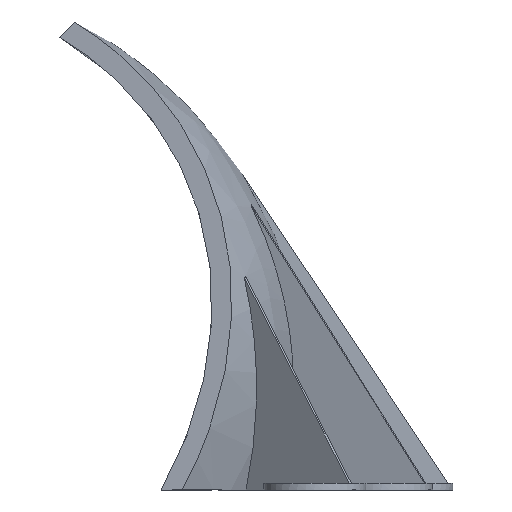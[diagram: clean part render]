
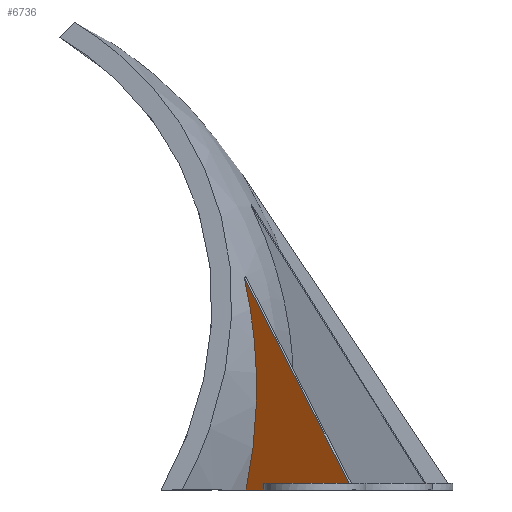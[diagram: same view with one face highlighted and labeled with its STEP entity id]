
A CAD part, front view. The second image highlights one B-rep face of the part: STEP entity #6736.
In plain terms, the highlighted planar face has unit normal (-0.643, -0.766, 0).
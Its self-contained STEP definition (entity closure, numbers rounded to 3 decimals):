
#44 = PLANE('',#45);
#45 = AXIS2_PLACEMENT_3D('',#46,#47,#48);
#46 = CARTESIAN_POINT('',(-267.082,-200.,0.));
#47 = DIRECTION('',(0.,0.,1.));
#48 = DIRECTION('',(1.,0.,0.));
#142 = SURFACE_OF_REVOLUTION('',#143,#148);
#143 = ELLIPSE('',#144,70.082,63.);
#144 = AXIS2_PLACEMENT_3D('',#145,#146,#147);
#145 = CARTESIAN_POINT('',(-37.082,0.,15.));
#146 = DIRECTION('',(0.,0.,-1.));
#147 = DIRECTION('',(1.,0.,0.));
#148 = AXIS1_PLACEMENT('',#149,#150);
#149 = CARTESIAN_POINT('',(-37.082,0.,15.));
#150 = DIRECTION('',(1.,0.,0.));
#1134 = VERTEX_POINT('',#1135);
#1135 = CARTESIAN_POINT('',(24.22,-26.592,
    0.));
#1261 = EDGE_CURVE('',#1262,#1134,#1264,.T.);
#1262 = VERTEX_POINT('',#1263);
#1263 = CARTESIAN_POINT('',(28.422,-30.118,0.));
#1264 = SURFACE_CURVE('',#1265,(#1269,#1276),.PCURVE_S1.);
#1265 = LINE('',#1266,#1267);
#1266 = CARTESIAN_POINT('',(39.91,-39.757,
    0.));
#1267 = VECTOR('',#1268,1.);
#1268 = DIRECTION('',(-0.766,0.643,0.));
#1269 = PCURVE('',#44,#1270);
#1270 = DEFINITIONAL_REPRESENTATION('',(#1271),#1275);
#1271 = LINE('',#1272,#1273);
#1272 = CARTESIAN_POINT('',(306.992,160.243));
#1273 = VECTOR('',#1274,1.);
#1274 = DIRECTION('',(-0.766,0.643));
#1275 = ( GEOMETRIC_REPRESENTATION_CONTEXT(2) 
PARAMETRIC_REPRESENTATION_CONTEXT() REPRESENTATION_CONTEXT('2D SPACE',''
  ) );
#1276 = PCURVE('',#1277,#1282);
#1277 = PLANE('',#1278);
#1278 = AXIS2_PLACEMENT_3D('',#1279,#1280,#1281);
#1279 = CARTESIAN_POINT('',(17.496,-20.95,
    9.302));
#1280 = DIRECTION('',(-0.643,-0.766,0.));
#1281 = DIRECTION('',(-0.,-0.,-1.));
#1282 = DEFINITIONAL_REPRESENTATION('',(#1283),#1287);
#1283 = LINE('',#1284,#1285);
#1284 = CARTESIAN_POINT('',(9.302,29.258));
#1285 = VECTOR('',#1286,1.);
#1286 = DIRECTION('',(-0.,-1.));
#1287 = ( GEOMETRIC_REPRESENTATION_CONTEXT(2) 
PARAMETRIC_REPRESENTATION_CONTEXT() REPRESENTATION_CONTEXT('2D SPACE',''
  ) );
#1310 = CYLINDRICAL_SURFACE('',#1311,7.5);
#1311 = AXIS2_PLACEMENT_3D('',#1312,#1313,#1314);
#1312 = CARTESIAN_POINT('',(34.325,-34.745,0.));
#1313 = DIRECTION('',(0.,0.,-1.));
#1314 = DIRECTION('',(0.766,-0.643,0.));
#3567 = EDGE_CURVE('',#3568,#1134,#3570,.T.);
#3568 = VERTEX_POINT('',#3569);
#3569 = CARTESIAN_POINT('',(23.946,-26.362,
    31.259));
#3570 = SURFACE_CURVE('',#3571,(#3586,#3604),.PCURVE_S1.);
#3571 = B_SPLINE_CURVE_WITH_KNOTS('',7,(#3572,#3573,#3574,#3575,#3576,
    #3577,#3578,#3579,#3580,#3581,#3582,#3583,#3584,#3585),
  .UNSPECIFIED.,.F.,.F.,(8,6,8),(0.,0.52,1.),.UNSPECIFIED.);
#3572 = CARTESIAN_POINT('',(23.902,-26.325,31.45));
#3573 = CARTESIAN_POINT('',(24.425,-26.764,
    29.182));
#3574 = CARTESIAN_POINT('',(24.864,-27.132,
    26.882));
#3575 = CARTESIAN_POINT('',(25.218,-27.43,
    24.555));
#3576 = CARTESIAN_POINT('',(25.486,-27.654,
    22.208));
#3577 = CARTESIAN_POINT('',(25.666,-27.805,
    19.847));
#3578 = CARTESIAN_POINT('',(25.758,-27.882,
    17.479));
#3579 = CARTESIAN_POINT('',(25.764,-27.888,
    12.927));
#3580 = CARTESIAN_POINT('',(25.693,-27.828,
    10.743));
#3581 = CARTESIAN_POINT('',(25.546,-27.704,
    8.564));
#3582 = CARTESIAN_POINT('',(25.324,-27.519,
    6.394));
#3583 = CARTESIAN_POINT('',(25.029,-27.271,
    4.241));
#3584 = CARTESIAN_POINT('',(24.66,-26.961,
    2.108));
#3585 = CARTESIAN_POINT('',(24.22,-26.592,
    0.));
#3586 = PCURVE('',#142,#3587);
#3587 = DEFINITIONAL_REPRESENTATION('',(#3588),#3603);
#3588 = B_SPLINE_CURVE_WITH_KNOTS('',7,(#3589,#3590,#3591,#3592,#3593,
    #3594,#3595,#3596,#3597,#3598,#3599,#3600,#3601,#3602),
  .UNSPECIFIED.,.F.,.F.,(8,6,8),(0.006,0.52,1.),
  .UNSPECIFIED.);
#3589 = CARTESIAN_POINT('',(8.872,5.769));
#3590 = CARTESIAN_POINT('',(8.941,5.784));
#3591 = CARTESIAN_POINT('',(9.014,5.797));
#3592 = CARTESIAN_POINT('',(9.09,5.808));
#3593 = CARTESIAN_POINT('',(9.17,5.816));
#3594 = CARTESIAN_POINT('',(9.253,5.822));
#3595 = CARTESIAN_POINT('',(9.337,5.825));
#3596 = CARTESIAN_POINT('',(9.499,5.825));
#3597 = CARTESIAN_POINT('',(9.577,5.822));
#3598 = CARTESIAN_POINT('',(9.655,5.818));
#3599 = CARTESIAN_POINT('',(9.73,5.811));
#3600 = CARTESIAN_POINT('',(9.803,5.801));
#3601 = CARTESIAN_POINT('',(9.872,5.79));
#3602 = CARTESIAN_POINT('',(9.938,5.777));
#3603 = ( GEOMETRIC_REPRESENTATION_CONTEXT(2) 
PARAMETRIC_REPRESENTATION_CONTEXT() REPRESENTATION_CONTEXT('2D SPACE',''
  ) );
#3604 = PCURVE('',#1277,#3605);
#3605 = DEFINITIONAL_REPRESENTATION('',(#3606),#3621);
#3606 = B_SPLINE_CURVE_WITH_KNOTS('',7,(#3607,#3608,#3609,#3610,#3611,
    #3612,#3613,#3614,#3615,#3616,#3617,#3618,#3619,#3620),
  .UNSPECIFIED.,.F.,.F.,(8,6,8),(0.,0.52,1.),.UNSPECIFIED.);
#3607 = CARTESIAN_POINT('',(-22.148,8.362));
#3608 = CARTESIAN_POINT('',(-19.88,9.044));
#3609 = CARTESIAN_POINT('',(-17.58,9.618));
#3610 = CARTESIAN_POINT('',(-15.253,10.08));
#3611 = CARTESIAN_POINT('',(-12.906,10.429));
#3612 = CARTESIAN_POINT('',(-10.545,10.664));
#3613 = CARTESIAN_POINT('',(-8.177,10.784));
#3614 = CARTESIAN_POINT('',(-3.625,10.793));
#3615 = CARTESIAN_POINT('',(-1.441,10.699));
#3616 = CARTESIAN_POINT('',(0.738,10.508));
#3617 = CARTESIAN_POINT('',(2.908,10.219));
#3618 = CARTESIAN_POINT('',(5.061,9.833));
#3619 = CARTESIAN_POINT('',(7.194,9.352));
#3620 = CARTESIAN_POINT('',(9.302,8.778));
#3621 = ( GEOMETRIC_REPRESENTATION_CONTEXT(2) 
PARAMETRIC_REPRESENTATION_CONTEXT() REPRESENTATION_CONTEXT('2D SPACE',''
  ) );
#3647 = PLANE('',#3648);
#3648 = AXIS2_PLACEMENT_3D('',#3649,#3650,#3651);
#3649 = CARTESIAN_POINT('',(24.009,-26.088,31.45));
#3650 = DIRECTION('',(0.637,-0.535,0.555));
#3651 = DIRECTION('',(-0.425,0.357,0.832));
#6582 = PLANE('',#6583);
#6583 = AXIS2_PLACEMENT_3D('',#6584,#6585,#6586);
#6584 = CARTESIAN_POINT('',(34.325,-34.745,1.));
#6585 = DIRECTION('',(0.,0.,1.));
#6586 = DIRECTION('',(-0.766,0.643,-0.));
#6693 = VERTEX_POINT('',#6694);
#6694 = CARTESIAN_POINT('',(39.399,-39.329,1.));
#6715 = EDGE_CURVE('',#3568,#6693,#6716,.T.);
#6716 = SURFACE_CURVE('',#6717,(#6721,#6728),.PCURVE_S1.);
#6717 = LINE('',#6718,#6719);
#6718 = CARTESIAN_POINT('',(23.848,-26.28,31.45));
#6719 = VECTOR('',#6720,1.);
#6720 = DIRECTION('',(0.425,-0.357,-0.832));
#6721 = PCURVE('',#3647,#6722);
#6722 = DEFINITIONAL_REPRESENTATION('',(#6723),#6727);
#6723 = LINE('',#6724,#6725);
#6724 = CARTESIAN_POINT('',(0.,0.25));
#6725 = VECTOR('',#6726,1.);
#6726 = DIRECTION('',(-1.,0.));
#6727 = ( GEOMETRIC_REPRESENTATION_CONTEXT(2) 
PARAMETRIC_REPRESENTATION_CONTEXT() REPRESENTATION_CONTEXT('2D SPACE',''
  ) );
#6728 = PCURVE('',#1277,#6729);
#6729 = DEFINITIONAL_REPRESENTATION('',(#6730),#6734);
#6730 = LINE('',#6731,#6732);
#6731 = CARTESIAN_POINT('',(-22.148,8.292));
#6732 = VECTOR('',#6733,1.);
#6733 = DIRECTION('',(0.832,0.555));
#6734 = ( GEOMETRIC_REPRESENTATION_CONTEXT(2) 
PARAMETRIC_REPRESENTATION_CONTEXT() REPRESENTATION_CONTEXT('2D SPACE',''
  ) );
#6736 = ADVANCED_FACE('',(#6737),#1277,.T.);
#6737 = FACE_BOUND('',#6738,.F.);
#6738 = EDGE_LOOP('',(#6739,#6762,#6783,#6784,#6785));
#6739 = ORIENTED_EDGE('',*,*,#6740,.F.);
#6740 = EDGE_CURVE('',#6741,#6693,#6743,.T.);
#6741 = VERTEX_POINT('',#6742);
#6742 = CARTESIAN_POINT('',(28.422,-30.118,1.));
#6743 = SURFACE_CURVE('',#6744,(#6748,#6755),.PCURVE_S1.);
#6744 = LINE('',#6745,#6746);
#6745 = CARTESIAN_POINT('',(25.83,-27.943,1.));
#6746 = VECTOR('',#6747,1.);
#6747 = DIRECTION('',(0.766,-0.643,0.));
#6748 = PCURVE('',#1277,#6749);
#6749 = DEFINITIONAL_REPRESENTATION('',(#6750),#6754);
#6750 = LINE('',#6751,#6752);
#6751 = CARTESIAN_POINT('',(8.302,10.879));
#6752 = VECTOR('',#6753,1.);
#6753 = DIRECTION('',(-0.,1.));
#6754 = ( GEOMETRIC_REPRESENTATION_CONTEXT(2) 
PARAMETRIC_REPRESENTATION_CONTEXT() REPRESENTATION_CONTEXT('2D SPACE',''
  ) );
#6755 = PCURVE('',#6582,#6756);
#6756 = DEFINITIONAL_REPRESENTATION('',(#6757),#6761);
#6757 = LINE('',#6758,#6759);
#6758 = CARTESIAN_POINT('',(10.879,0.25));
#6759 = VECTOR('',#6760,1.);
#6760 = DIRECTION('',(-1.,0.));
#6761 = ( GEOMETRIC_REPRESENTATION_CONTEXT(2) 
PARAMETRIC_REPRESENTATION_CONTEXT() REPRESENTATION_CONTEXT('2D SPACE',''
  ) );
#6762 = ORIENTED_EDGE('',*,*,#6763,.T.);
#6763 = EDGE_CURVE('',#6741,#1262,#6764,.T.);
#6764 = SURFACE_CURVE('',#6765,(#6769,#6776),.PCURVE_S1.);
#6765 = LINE('',#6766,#6767);
#6766 = CARTESIAN_POINT('',(28.422,-30.118,0.));
#6767 = VECTOR('',#6768,1.);
#6768 = DIRECTION('',(0.,0.,-1.));
#6769 = PCURVE('',#1277,#6770);
#6770 = DEFINITIONAL_REPRESENTATION('',(#6771),#6775);
#6771 = LINE('',#6772,#6773);
#6772 = CARTESIAN_POINT('',(9.302,14.263));
#6773 = VECTOR('',#6774,1.);
#6774 = DIRECTION('',(1.,-0.));
#6775 = ( GEOMETRIC_REPRESENTATION_CONTEXT(2) 
PARAMETRIC_REPRESENTATION_CONTEXT() REPRESENTATION_CONTEXT('2D SPACE',''
  ) );
#6776 = PCURVE('',#1310,#6777);
#6777 = DEFINITIONAL_REPRESENTATION('',(#6778),#6782);
#6778 = LINE('',#6779,#6780);
#6779 = CARTESIAN_POINT('',(9.391,0.));
#6780 = VECTOR('',#6781,1.);
#6781 = DIRECTION('',(0.,1.));
#6782 = ( GEOMETRIC_REPRESENTATION_CONTEXT(2) 
PARAMETRIC_REPRESENTATION_CONTEXT() REPRESENTATION_CONTEXT('2D SPACE',''
  ) );
#6783 = ORIENTED_EDGE('',*,*,#1261,.T.);
#6784 = ORIENTED_EDGE('',*,*,#3567,.F.);
#6785 = ORIENTED_EDGE('',*,*,#6715,.T.);
